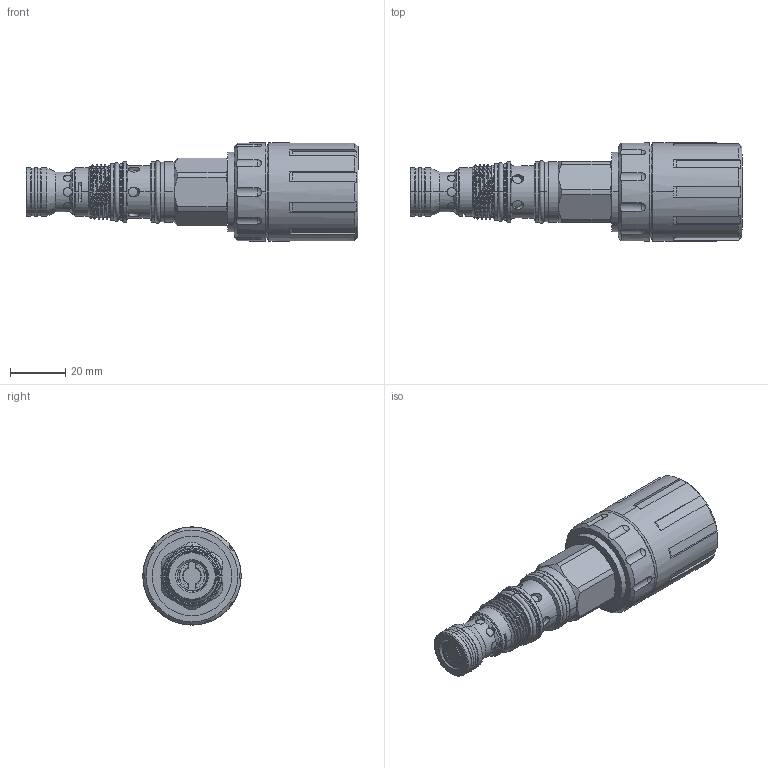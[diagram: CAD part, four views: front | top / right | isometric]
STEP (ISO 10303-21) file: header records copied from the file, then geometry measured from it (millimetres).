
FILE_DESCRIPTION (( 'STEP AP203' ), '1' );
FILE_NAME ('DT11A3A53RA.STEP', '2025-05-05T01:30:43', ( '' ), ( '' ), 'SwSTEP 2.0', 'SolidWorks 2018', '' );
FILE_SCHEMA (( 'CONFIG_CONTROL_DESIGN' ));
Length unit declared in the file: millimetre
Products named in the file (1): DT11A3A53RA
Bounding box: 120.4 x 35.6 x 35.6 mm (x, y, z)
Volume: 67527.6 mm3; surface area: 13670.2 mm2
Topology: 1 solids, 1 shells, 392 faces, 1007 edges, 656 vertices
Faces by surface type: plane 159, cylinder 153, cone 52, bspline 10, sphere 10, torus 8
Entity records: 16691 total; most frequent: CARTESIAN_POINT 7335, ORIENTED_EDGE 2014, DIRECTION 1820, EDGE_CURVE 1007, AXIS2_PLACEMENT_3D 668, VERTEX_POINT 656, VECTOR 484, LINE 484
